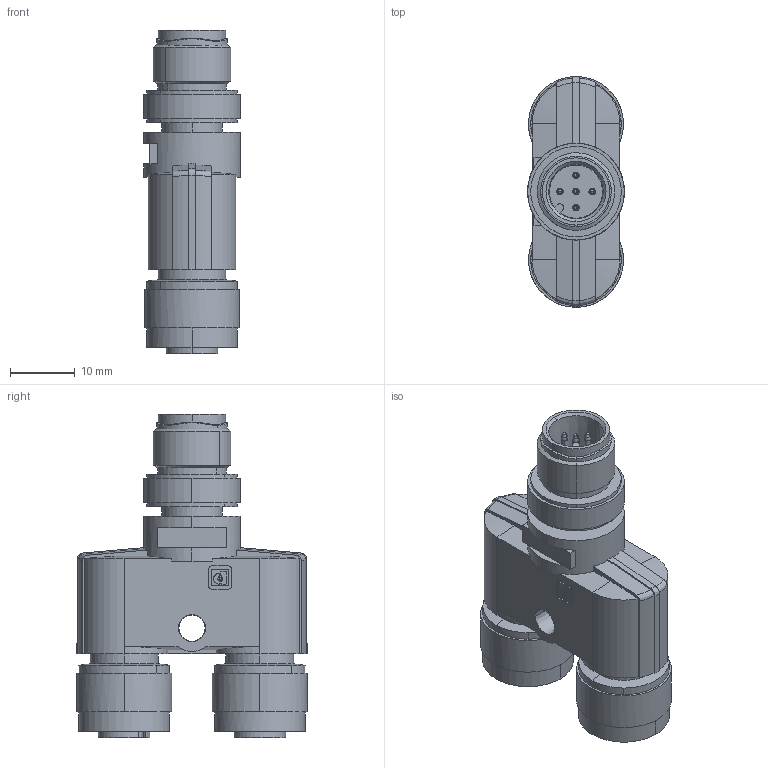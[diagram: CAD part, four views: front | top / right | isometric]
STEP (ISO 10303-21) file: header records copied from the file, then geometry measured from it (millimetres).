
FILE_DESCRIPTION(('SolidDesigner STEP Export'),'2;1');
FILE_NAME('1514016.stp','2010-09-23T15:53:47',(''),(''),'CoCreate Modeling STEP processor for AP214 (Solid Model)','CoCreate Modeling 16.00A 16-Aug-2008 (C) Parametric Technology GmbH','');
FILE_SCHEMA(('AUTOMOTIVE_DESIGN { 1 0 10303 214 1 1 1 1 }'));
Length unit declared in the file: millimetre
Products named in the file (2): 1514016
Assembly tree (1 placements, depth 2):
  1514016
    1514016
Bounding box: 15 x 35.7 x 50.08 mm (x, y, z)
Volume: 11758.9 mm3; surface area: 6766.2 mm2
Topology: 1 solids, 1 shells, 360 faces, 899 edges, 567 vertices
Faces by surface type: cone 117, cylinder 104, plane 94, extrusion 19, torus 10, sphere 10, bspline 6
Entity records: 17401 total; most frequent: CARTESIAN_POINT 6983, ORIENTED_EDGE 1778, DIRECTION 1201, EDGE_CURVE 889, VERTEX_POINT 567, AXIS2_PLACEMENT_3D 417, EDGE_LOOP 398, VECTOR 367
